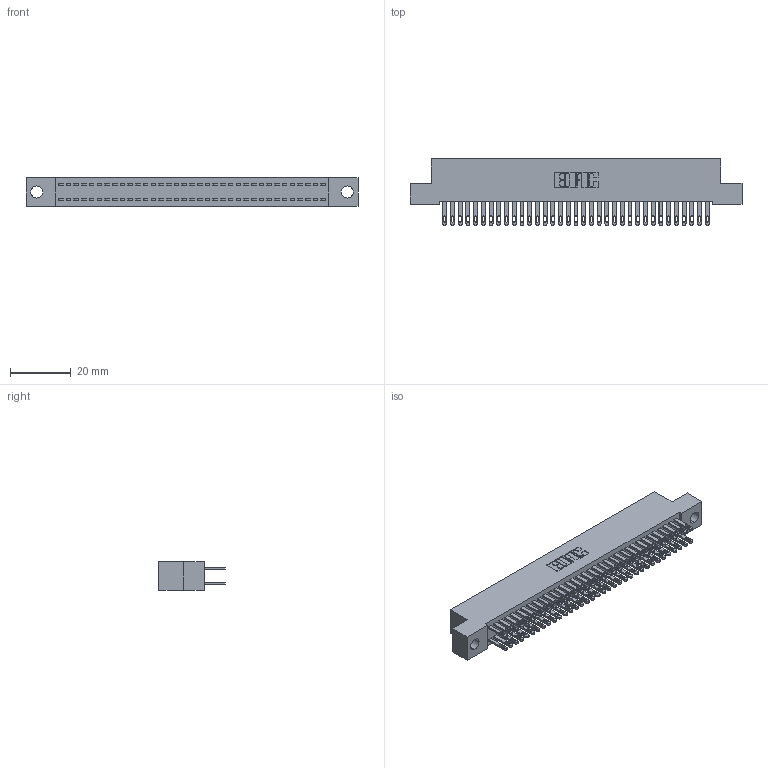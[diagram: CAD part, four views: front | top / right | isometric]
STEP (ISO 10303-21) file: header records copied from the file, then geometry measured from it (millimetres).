
FILE_DESCRIPTION (( 'STEP AP203' ), '1' );
FILE_NAME ('342-070-500-204.STEP', '2018-08-13T09:09:04', ( '' ), ( '' ), 'SwSTEP 2.0', 'SolidWorks 2016', '' );
FILE_SCHEMA (( 'CONFIG_CONTROL_DESIGN' ));
Length unit declared in the file: inch
Products named in the file (3): 342 Part_.156 TH; 345-292-001_345-293-100; 342-070-500-204
Assembly tree (71 placements, depth 2):
  342-070-500-204
    342 Part_.156 TH
    345-292-001_345-293-100  x70
Bounding box: 109.22 x 21.85 x 9.4 mm (x, y, z)
Volume: 9907.2 mm3; surface area: 16448.3 mm2
Topology: 71 solids, 71 shells, 3470 faces, 10589 edges, 7058 vertices
Faces by surface type: plane 2166, cylinder 1304
Entity records: 23223 total; most frequent: CARTESIAN_POINT 3854, ORIENTED_EDGE 3790, DIRECTION 3307, EDGE_CURVE 1895, VECTOR 1763, LINE 1763, VERTEX_POINT 1262, AXIS2_PLACEMENT_3D 772
